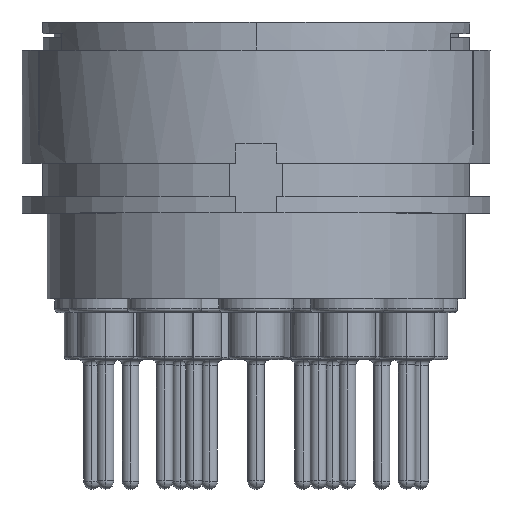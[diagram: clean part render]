
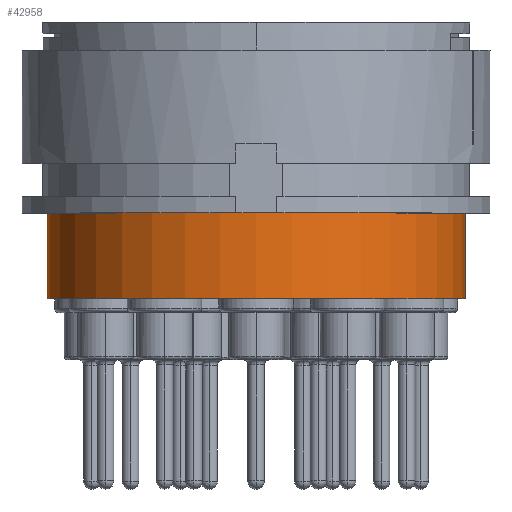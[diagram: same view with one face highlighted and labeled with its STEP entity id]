
A CAD part, top view. The second image highlights one B-rep face of the part: STEP entity #42958.
In plain terms, the highlighted cylindrical face has radius 7.575 mm (diameter 15.15 mm), a partial arc.
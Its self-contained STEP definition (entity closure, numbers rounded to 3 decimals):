
#6936=CARTESIAN_POINT('',(-15.256,-5.94,
7.016));
#6937=DIRECTION('',(0.,-1.,0.));
#6938=DIRECTION('',(1.,0.,0.));
#6939=AXIS2_PLACEMENT_3D('',#6936,#6937,#6938);
#8632=DIRECTION('',(0.,1.,0.));
#8633=VECTOR('',#8632,3.1);
#8634=CARTESIAN_POINT('',(-22.831,-5.94,
7.016));
#8635=LINE('',#8634,#8633);
#8636=DIRECTION('',(0.,1.,0.));
#8637=VECTOR('',#8636,3.1);
#8638=CARTESIAN_POINT('',(-7.681,-5.94,
7.016));
#8639=LINE('',#8638,#8637);
#8712=CARTESIAN_POINT('',(-15.256,-2.84,
7.016));
#8713=DIRECTION('',(0.,1.,0.));
#8714=DIRECTION('',(-1.,0.,0.));
#8715=AXIS2_PLACEMENT_3D('',#8712,#8713,#8714);
#27212=CARTESIAN_POINT('',(-22.831,-2.84,
7.016));
#27213=CARTESIAN_POINT('',(-7.681,-2.84,
7.016));
#27214=VERTEX_POINT('',#27212);
#27215=VERTEX_POINT('',#27213);
#27216=CARTESIAN_POINT('',(-7.681,-5.94,
7.016));
#27217=CARTESIAN_POINT('',(-22.831,-5.94,
7.016));
#27218=VERTEX_POINT('',#27216);
#27219=VERTEX_POINT('',#27217);
#42944=CARTESIAN_POINT('',(-15.256,-5.94,
7.016));
#42945=DIRECTION('',(0.,-1.,0.));
#42946=DIRECTION('',(-1.,0.,0.));
#42947=AXIS2_PLACEMENT_3D('',#42944,#42945,#42946);
#42948=CYLINDRICAL_SURFACE('',#42947,7.575);
#42949=ORIENTED_EDGE('',*,*,#42122,.T.);
#42951=ORIENTED_EDGE('',*,*,#42950,.T.);
#42953=ORIENTED_EDGE('',*,*,#42952,.T.);
#42955=ORIENTED_EDGE('',*,*,#42954,.F.);
#42956=EDGE_LOOP('',(#42949,#42951,#42953,#42955));
#42957=FACE_OUTER_BOUND('',#42956,.F.);
#6940=CIRCLE('',#6939,7.575);
#8716=CIRCLE('',#8715,7.575);
#42122=EDGE_CURVE('',#27218,#27219,#6940,.T.);
#42950=EDGE_CURVE('',#27219,#27214,#8635,.T.);
#42952=EDGE_CURVE('',#27214,#27215,#8716,.T.);
#42954=EDGE_CURVE('',#27218,#27215,#8639,.T.);
#42958=ADVANCED_FACE('',(#42957),#42948,.T.);
